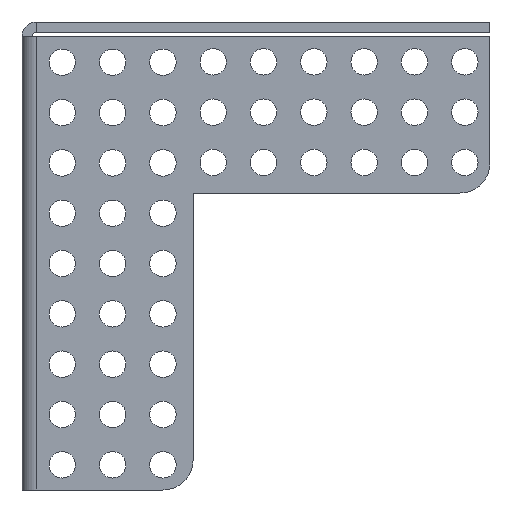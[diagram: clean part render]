
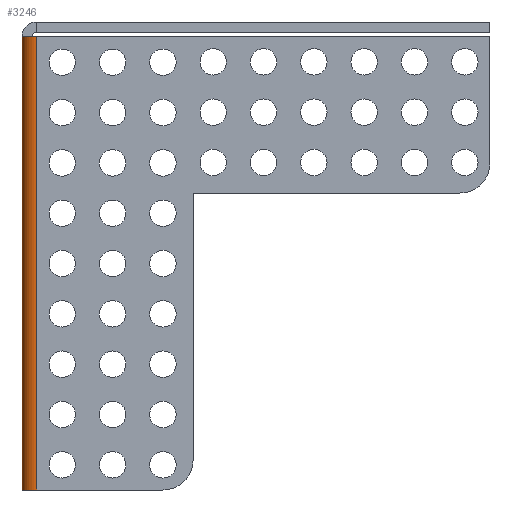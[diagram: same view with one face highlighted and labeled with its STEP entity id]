
A CAD part, left-side view. The second image highlights one B-rep face of the part: STEP entity #3246.
In plain terms, the highlighted cylindrical face has radius 2.337 mm (diameter 4.673 mm), a partial arc.
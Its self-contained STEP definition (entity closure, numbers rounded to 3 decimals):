
#580=FACE_OUTER_BOUND('',#1046,.T.);
#1046=EDGE_LOOP('',(#2771,#2772,#2773,#2774));
#1222=LINE('',#5433,#1282);
#1227=LINE('',#5469,#1287);
#1282=VECTOR('',#4557,72.063);
#1287=VECTOR('',#4594,72.063);
#1579=CIRCLE('',#3690,2.337);
#1580=CIRCLE('',#3691,2.337);
#1882=VERTEX_POINT('',#5430);
#1883=VERTEX_POINT('',#5432);
#1897=VERTEX_POINT('',#5466);
#1898=VERTEX_POINT('',#5468);
#2209=EDGE_CURVE('',#1883,#1882,#1222,.T.);
#2227=EDGE_CURVE('',#1898,#1897,#1227,.T.);
#2234=EDGE_CURVE('',#1883,#1897,#1579,.T.);
#2235=EDGE_CURVE('',#1898,#1882,#1580,.T.);
#2771=ORIENTED_EDGE('',*,*,#2227,.T.);
#2772=ORIENTED_EDGE('',*,*,#2234,.F.);
#2773=ORIENTED_EDGE('',*,*,#2209,.T.);
#2774=ORIENTED_EDGE('',*,*,#2235,.F.);
#3088=CYLINDRICAL_SURFACE('',#3689,2.337);
#3246=ADVANCED_FACE('',(#580),#3088,.T.);
#3689=AXIS2_PLACEMENT_3D('',#5480,#4605,#4606);
#3690=AXIS2_PLACEMENT_3D('',#5481,#4607,#4608);
#3691=AXIS2_PLACEMENT_3D('',#5482,#4609,#4610);
#4557=DIRECTION('',(0.,0.,-1.));
#4594=DIRECTION('',(0.,0.,1.));
#4605=DIRECTION('center_axis',(0.,0.,-1.));
#4606=DIRECTION('ref_axis',(-1.,0.,0.));
#4607=DIRECTION('center_axis',(0.,0.,1.));
#4608=DIRECTION('ref_axis',(0.,1.,0.));
#4609=DIRECTION('center_axis',(0.,0.,-1.));
#4610=DIRECTION('ref_axis',(-1.,0.,0.));
#5430=CARTESIAN_POINT('',(-70.058,0.,-46.375));
#5432=CARTESIAN_POINT('',(-70.058,0.,25.688));
#5433=CARTESIAN_POINT('',(-70.058,0.,25.688));
#5466=CARTESIAN_POINT('',(-72.394,-2.337,25.688));
#5468=CARTESIAN_POINT('',(-72.394,-2.337,-46.375));
#5469=CARTESIAN_POINT('',(-72.394,-2.337,-46.375));
#5480=CARTESIAN_POINT('Origin',(-70.058,-2.337,-46.375));
#5481=CARTESIAN_POINT('Origin',(-70.058,-2.337,25.688));
#5482=CARTESIAN_POINT('Origin',(-70.058,-2.337,-46.375));
